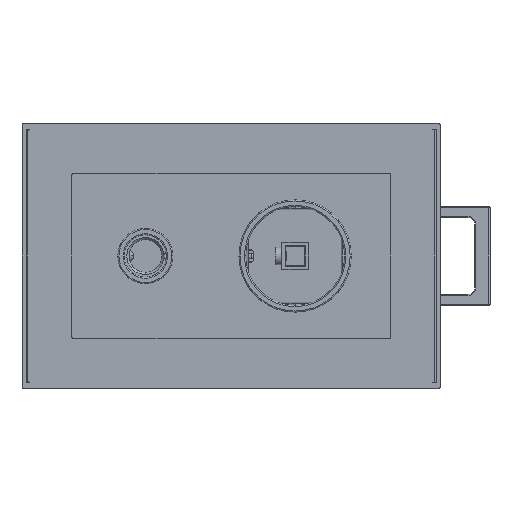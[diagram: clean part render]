
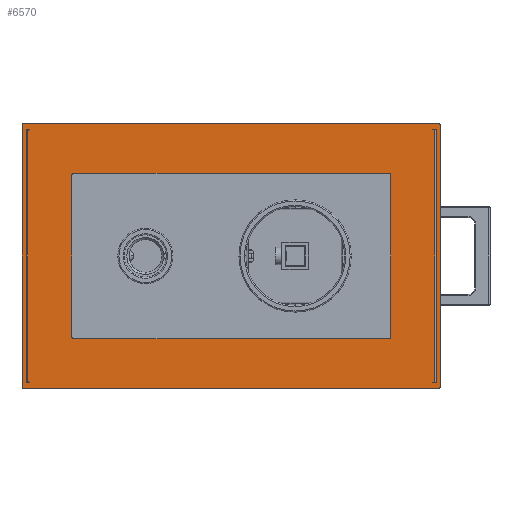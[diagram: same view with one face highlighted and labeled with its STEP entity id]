
A CAD part, left-side view. The second image highlights one B-rep face of the part: STEP entity #6570.
In plain terms, the highlighted planar face has unit normal (-1, 0, 0).
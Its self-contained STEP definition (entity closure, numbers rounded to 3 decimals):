
#4939=CARTESIAN_POINT('',(-10.,-65.5,-59.5));
#4940=DIRECTION('',(-1.,0.,0.));
#4941=DIRECTION('',(0.,0.,-1.));
#4942=AXIS2_PLACEMENT_3D('',#4939,#4940,#4941);
#4944=DIRECTION('',(0.,1.,0.));
#4945=VECTOR('',#4944,189.);
#4946=CARTESIAN_POINT('',(-10.,-65.5,-60.));
#4947=LINE('',#4946,#4945);
#4948=CARTESIAN_POINT('',(-10.,123.5,-59.5));
#4949=DIRECTION('',(-1.,0.,0.));
#4950=DIRECTION('',(0.,1.,0.));
#4951=AXIS2_PLACEMENT_3D('',#4948,#4949,#4950);
#4953=DIRECTION('',(0.,0.,1.));
#4954=VECTOR('',#4953,119.);
#4955=CARTESIAN_POINT('',(-10.,124.,-59.5));
#4956=LINE('',#4955,#4954);
#4957=CARTESIAN_POINT('',(-10.,123.5,59.5));
#4958=DIRECTION('',(-1.,0.,0.));
#4959=DIRECTION('',(0.,0.,1.));
#4960=AXIS2_PLACEMENT_3D('',#4957,#4958,#4959);
#4962=DIRECTION('',(0.,-1.,0.));
#4963=VECTOR('',#4962,189.);
#4964=CARTESIAN_POINT('',(-10.,123.5,60.));
#4965=LINE('',#4964,#4963);
#4966=CARTESIAN_POINT('',(-10.,-65.5,59.5));
#4967=DIRECTION('',(-1.,0.,0.));
#4968=DIRECTION('',(0.,-1.,0.));
#4969=AXIS2_PLACEMENT_3D('',#4966,#4967,#4968);
#4971=DIRECTION('',(0.,0.,-1.));
#4972=VECTOR('',#4971,119.);
#4973=CARTESIAN_POINT('',(-10.,-66.,59.5));
#4974=LINE('',#4973,#4972);
#4975=DIRECTION('',(0.,-1.,0.));
#4976=VECTOR('',#4975,1.5);
#4977=CARTESIAN_POINT('',(-10.,-62.5,57.5));
#4978=LINE('',#4977,#4976);
#4979=CARTESIAN_POINT('',(-10.,-62.5,56.5));
#4980=DIRECTION('',(-1.,0.,0.));
#4981=DIRECTION('',(0.,-1.,0.));
#4982=AXIS2_PLACEMENT_3D('',#4979,#4980,#4981);
#4984=DIRECTION('',(0.,0.,1.));
#4985=VECTOR('',#4984,113.);
#4986=CARTESIAN_POINT('',(-10.,-63.5,-56.5));
#4987=LINE('',#4986,#4985);
#4988=CARTESIAN_POINT('',(-10.,-62.5,-56.5));
#4989=DIRECTION('',(-1.,0.,0.));
#4990=DIRECTION('',(0.,0.,-1.));
#4991=AXIS2_PLACEMENT_3D('',#4988,#4989,#4990);
#4993=DIRECTION('',(0.,1.,0.));
#4994=VECTOR('',#4993,1.5);
#4995=CARTESIAN_POINT('',(-10.,-64.,-57.5));
#4996=LINE('',#4995,#4994);
#4997=DIRECTION('',(0.,0.,-1.));
#4998=VECTOR('',#4997,115.);
#4999=CARTESIAN_POINT('',(-10.,-64.,57.5));
#5000=LINE('',#4999,#4998);
#5001=DIRECTION('',(0.,1.,0.));
#5002=VECTOR('',#5001,143.);
#5003=CARTESIAN_POINT('',(-10.,-42.5,-37.5));
#5004=LINE('',#5003,#5002);
#5005=DIRECTION('',(0.,0.,-1.));
#5006=VECTOR('',#5005,73.);
#5007=CARTESIAN_POINT('',(-10.,-43.5,36.5));
#5008=LINE('',#5007,#5006);
#5009=DIRECTION('',(0.,-1.,0.));
#5010=VECTOR('',#5009,143.);
#5011=CARTESIAN_POINT('',(-10.,100.5,37.5));
#5012=LINE('',#5011,#5010);
#5013=DIRECTION('',(0.,0.,1.));
#5014=VECTOR('',#5013,73.);
#5015=CARTESIAN_POINT('',(-10.,101.5,-36.5));
#5016=LINE('',#5015,#5014);
#5017=DIRECTION('',(0.,1.,0.));
#5018=VECTOR('',#5017,1.5);
#5019=CARTESIAN_POINT('',(-10.,120.5,-57.5));
#5020=LINE('',#5019,#5018);
#5021=CARTESIAN_POINT('',(-10.,120.5,-56.5));
#5022=DIRECTION('',(-1.,0.,0.));
#5023=DIRECTION('',(0.,1.,0.));
#5024=AXIS2_PLACEMENT_3D('',#5021,#5022,#5023);
#5026=DIRECTION('',(0.,0.,-1.));
#5027=VECTOR('',#5026,113.);
#5028=CARTESIAN_POINT('',(-10.,121.5,56.5));
#5029=LINE('',#5028,#5027);
#5030=CARTESIAN_POINT('',(-10.,120.5,56.5));
#5031=DIRECTION('',(-1.,0.,0.));
#5032=DIRECTION('',(0.,0.,1.));
#5033=AXIS2_PLACEMENT_3D('',#5030,#5031,#5032);
#5035=DIRECTION('',(0.,-1.,0.));
#5036=VECTOR('',#5035,1.5);
#5037=CARTESIAN_POINT('',(-10.,122.,57.5));
#5038=LINE('',#5037,#5036);
#5039=DIRECTION('',(0.,0.,1.));
#5040=VECTOR('',#5039,115.);
#5041=CARTESIAN_POINT('',(-10.,122.,-57.5));
#5042=LINE('',#5041,#5040);
#5526=CARTESIAN_POINT('',(-10.,-42.5,-36.5));
#5527=DIRECTION('',(1.,0.,0.));
#5528=DIRECTION('',(0.,-1.,0.));
#5529=AXIS2_PLACEMENT_3D('',#5526,#5527,#5528);
#5544=CARTESIAN_POINT('',(-10.,-42.5,36.5));
#5545=DIRECTION('',(1.,0.,0.));
#5546=DIRECTION('',(0.,0.,1.));
#5547=AXIS2_PLACEMENT_3D('',#5544,#5545,#5546);
#5562=CARTESIAN_POINT('',(-10.,100.5,36.5));
#5563=DIRECTION('',(1.,0.,0.));
#5564=DIRECTION('',(0.,1.,0.));
#5565=AXIS2_PLACEMENT_3D('',#5562,#5563,#5564);
#5580=CARTESIAN_POINT('',(-10.,100.5,-36.5));
#5581=DIRECTION('',(1.,0.,0.));
#5582=DIRECTION('',(0.,0.,-1.));
#5583=AXIS2_PLACEMENT_3D('',#5580,#5581,#5582);
#5598=CARTESIAN_POINT('',(-10.,122.,-57.5));
#5599=CARTESIAN_POINT('',(-10.,122.,57.5));
#5600=VERTEX_POINT('',#5598);
#5601=VERTEX_POINT('',#5599);
#5602=CARTESIAN_POINT('',(-10.,-64.,57.5));
#5603=CARTESIAN_POINT('',(-10.,-64.,-57.5));
#5604=VERTEX_POINT('',#5602);
#5605=VERTEX_POINT('',#5603);
#5630=CARTESIAN_POINT('',(-10.,-65.5,-60.));
#5631=CARTESIAN_POINT('',(-10.,-66.,-59.5));
#5632=VERTEX_POINT('',#5630);
#5633=VERTEX_POINT('',#5631);
#5634=CARTESIAN_POINT('',(-10.,124.,-59.5));
#5635=CARTESIAN_POINT('',(-10.,123.5,-60.));
#5636=VERTEX_POINT('',#5634);
#5637=VERTEX_POINT('',#5635);
#5638=CARTESIAN_POINT('',(-10.,123.5,60.));
#5639=CARTESIAN_POINT('',(-10.,124.,59.5));
#5640=VERTEX_POINT('',#5638);
#5641=VERTEX_POINT('',#5639);
#5642=CARTESIAN_POINT('',(-10.,-66.,59.5));
#5643=CARTESIAN_POINT('',(-10.,-65.5,60.));
#5644=VERTEX_POINT('',#5642);
#5645=VERTEX_POINT('',#5643);
#5787=CARTESIAN_POINT('',(-10.,-43.5,36.5));
#5789=VERTEX_POINT('',#5787);
#5791=CARTESIAN_POINT('',(-10.,-42.5,37.5));
#5793=VERTEX_POINT('',#5791);
#5795=CARTESIAN_POINT('',(-10.,-42.5,-37.5));
#5797=VERTEX_POINT('',#5795);
#5799=CARTESIAN_POINT('',(-10.,-43.5,-36.5));
#5801=VERTEX_POINT('',#5799);
#5803=CARTESIAN_POINT('',(-10.,101.5,-36.5));
#5805=VERTEX_POINT('',#5803);
#5807=CARTESIAN_POINT('',(-10.,100.5,-37.5));
#5809=VERTEX_POINT('',#5807);
#5811=CARTESIAN_POINT('',(-10.,100.5,37.5));
#5813=VERTEX_POINT('',#5811);
#5815=CARTESIAN_POINT('',(-10.,101.5,36.5));
#5817=VERTEX_POINT('',#5815);
#5818=CARTESIAN_POINT('',(-10.,-63.5,-56.5));
#5820=VERTEX_POINT('',#5818);
#5822=CARTESIAN_POINT('',(-10.,-63.5,56.5));
#5824=VERTEX_POINT('',#5822);
#5826=CARTESIAN_POINT('',(-10.,121.5,56.5));
#5828=VERTEX_POINT('',#5826);
#5830=CARTESIAN_POINT('',(-10.,121.5,-56.5));
#5832=VERTEX_POINT('',#5830);
#5838=CARTESIAN_POINT('',(-10.,-62.5,-57.5));
#5839=VERTEX_POINT('',#5838);
#5840=CARTESIAN_POINT('',(-10.,120.5,-57.5));
#5841=VERTEX_POINT('',#5840);
#5846=CARTESIAN_POINT('',(-10.,-62.5,57.5));
#5847=VERTEX_POINT('',#5846);
#5848=CARTESIAN_POINT('',(-10.,120.5,57.5));
#5849=VERTEX_POINT('',#5848);
#6504=CARTESIAN_POINT('',(-10.,29.,0.));
#6505=DIRECTION('',(1.,0.,0.));
#6506=DIRECTION('',(0.,0.,-1.));
#6507=AXIS2_PLACEMENT_3D('',#6504,#6505,#6506);
#6508=PLANE('',#6507);
#6510=ORIENTED_EDGE('',*,*,#6509,.F.);
#6512=ORIENTED_EDGE('',*,*,#6511,.T.);
#6514=ORIENTED_EDGE('',*,*,#6513,.F.);
#6516=ORIENTED_EDGE('',*,*,#6515,.T.);
#6518=ORIENTED_EDGE('',*,*,#6517,.F.);
#6520=ORIENTED_EDGE('',*,*,#6519,.T.);
#6522=ORIENTED_EDGE('',*,*,#6521,.F.);
#6524=ORIENTED_EDGE('',*,*,#6523,.T.);
#6525=EDGE_LOOP('',(#6510,#6512,#6514,#6516,#6518,#6520,#6522,#6524));
#6526=FACE_OUTER_BOUND('',#6525,.F.);
#6528=ORIENTED_EDGE('',*,*,#6527,.F.);
#6530=ORIENTED_EDGE('',*,*,#6529,.F.);
#6532=ORIENTED_EDGE('',*,*,#6531,.F.);
#6533=ORIENTED_EDGE('',*,*,#6489,.F.);
#6534=ORIENTED_EDGE('',*,*,#6421,.F.);
#6536=ORIENTED_EDGE('',*,*,#6535,.F.);
#6537=EDGE_LOOP('',(#6528,#6530,#6532,#6533,#6534,#6536));
#6538=FACE_BOUND('',#6537,.F.);
#6540=ORIENTED_EDGE('',*,*,#6539,.F.);
#6542=ORIENTED_EDGE('',*,*,#6541,.F.);
#6544=ORIENTED_EDGE('',*,*,#6543,.F.);
#6546=ORIENTED_EDGE('',*,*,#6545,.F.);
#6548=ORIENTED_EDGE('',*,*,#6547,.F.);
#6550=ORIENTED_EDGE('',*,*,#6549,.F.);
#6552=ORIENTED_EDGE('',*,*,#6551,.F.);
#6554=ORIENTED_EDGE('',*,*,#6553,.F.);
#6555=EDGE_LOOP('',(#6540,#6542,#6544,#6546,#6548,#6550,#6552,#6554));
#6556=FACE_BOUND('',#6555,.F.);
#6557=ORIENTED_EDGE('',*,*,#6414,.F.);
#6559=ORIENTED_EDGE('',*,*,#6558,.F.);
#6561=ORIENTED_EDGE('',*,*,#6560,.F.);
#6563=ORIENTED_EDGE('',*,*,#6562,.F.);
#6565=ORIENTED_EDGE('',*,*,#6564,.F.);
#6567=ORIENTED_EDGE('',*,*,#6566,.F.);
#6568=EDGE_LOOP('',(#6557,#6559,#6561,#6563,#6565,#6567));
#6569=FACE_BOUND('',#6568,.F.);
#6570=ADVANCED_FACE('',(#6526,#6538,#6556,#6569),#6508,.F.);
#4943=CIRCLE('',#4942,0.5);
#4952=CIRCLE('',#4951,0.5);
#4961=CIRCLE('',#4960,0.5);
#4970=CIRCLE('',#4969,0.5);
#4983=CIRCLE('',#4982,1.);
#4992=CIRCLE('',#4991,1.);
#5025=CIRCLE('',#5024,1.);
#5034=CIRCLE('',#5033,1.);
#5530=CIRCLE('',#5529,1.);
#5548=CIRCLE('',#5547,1.);
#5566=CIRCLE('',#5565,1.);
#5584=CIRCLE('',#5583,1.);
#6414=EDGE_CURVE('',#5841,#5600,#5020,.T.);
#6421=EDGE_CURVE('',#5605,#5839,#4996,.T.);
#6489=EDGE_CURVE('',#5839,#5820,#4992,.T.);
#6509=EDGE_CURVE('',#5632,#5633,#4943,.T.);
#6511=EDGE_CURVE('',#5632,#5637,#4947,.T.);
#6513=EDGE_CURVE('',#5636,#5637,#4952,.T.);
#6515=EDGE_CURVE('',#5636,#5641,#4956,.T.);
#6517=EDGE_CURVE('',#5640,#5641,#4961,.T.);
#6519=EDGE_CURVE('',#5640,#5645,#4965,.T.);
#6521=EDGE_CURVE('',#5644,#5645,#4970,.T.);
#6523=EDGE_CURVE('',#5644,#5633,#4974,.T.);
#6527=EDGE_CURVE('',#5847,#5604,#4978,.T.);
#6529=EDGE_CURVE('',#5824,#5847,#4983,.T.);
#6531=EDGE_CURVE('',#5820,#5824,#4987,.T.);
#6535=EDGE_CURVE('',#5604,#5605,#5000,.T.);
#6539=EDGE_CURVE('',#5797,#5809,#5004,.T.);
#6541=EDGE_CURVE('',#5801,#5797,#5530,.T.);
#6543=EDGE_CURVE('',#5789,#5801,#5008,.T.);
#6545=EDGE_CURVE('',#5793,#5789,#5548,.T.);
#6547=EDGE_CURVE('',#5813,#5793,#5012,.T.);
#6549=EDGE_CURVE('',#5817,#5813,#5566,.T.);
#6551=EDGE_CURVE('',#5805,#5817,#5016,.T.);
#6553=EDGE_CURVE('',#5809,#5805,#5584,.T.);
#6558=EDGE_CURVE('',#5832,#5841,#5025,.T.);
#6560=EDGE_CURVE('',#5828,#5832,#5029,.T.);
#6562=EDGE_CURVE('',#5849,#5828,#5034,.T.);
#6564=EDGE_CURVE('',#5601,#5849,#5038,.T.);
#6566=EDGE_CURVE('',#5600,#5601,#5042,.T.);
